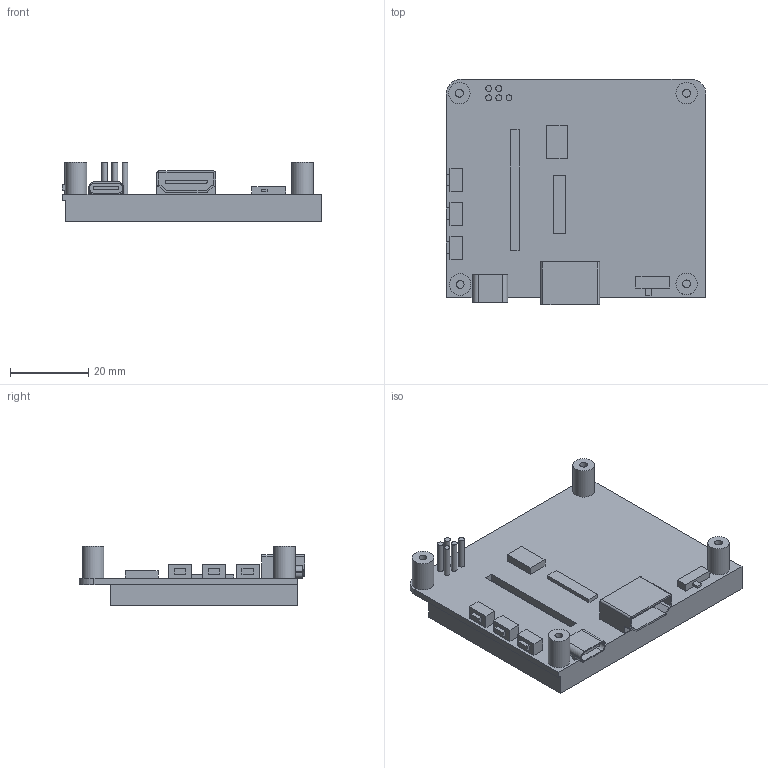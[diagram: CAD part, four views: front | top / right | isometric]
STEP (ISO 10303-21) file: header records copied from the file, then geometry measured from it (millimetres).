
FILE_DESCRIPTION(/* description */ (''),/* implementation_level */ '2;1');
FILE_NAME(/* name */ '2.8inch HDMI LCD (Heron-V0).step',/* time_stamp */ '2024-08-29T19:50:12+08:00',/* author */ (''),/* organization */ (''),/* preprocessor_version */ 'ST-DEVELOPER v20',/* originating_system */ 'Autodesk Translation Framework v13.14.0.145',/* authorisation */ '');
FILE_SCHEMA (('AUTOMOTIVE_DESIGN { 1 0 10303 214 3 1 1 }'));
Length unit declared in the file: millimetre
Products named in the file (1): 2.8inch HDMI LCD (H0
Bounding box: 66.55 x 57.8 x 15.2 mm (x, y, z)
Volume: 24515.5 mm3; surface area: 11542.6 mm2
Topology: 1 solids, 1 shells, 170 faces, 424 edges, 282 vertices
Faces by surface type: plane 133, cylinder 37
Full cylindrical faces by diameter (mm): 1.5 x5, 2 x4, 5.5 x4
Entity records: 5081 total; most frequent: CARTESIAN_POINT 877, ORIENTED_EDGE 848, DIRECTION 846, EDGE_CURVE 424, LINE 344, VECTOR 344, VERTEX_POINT 282, AXIS2_PLACEMENT_3D 251
